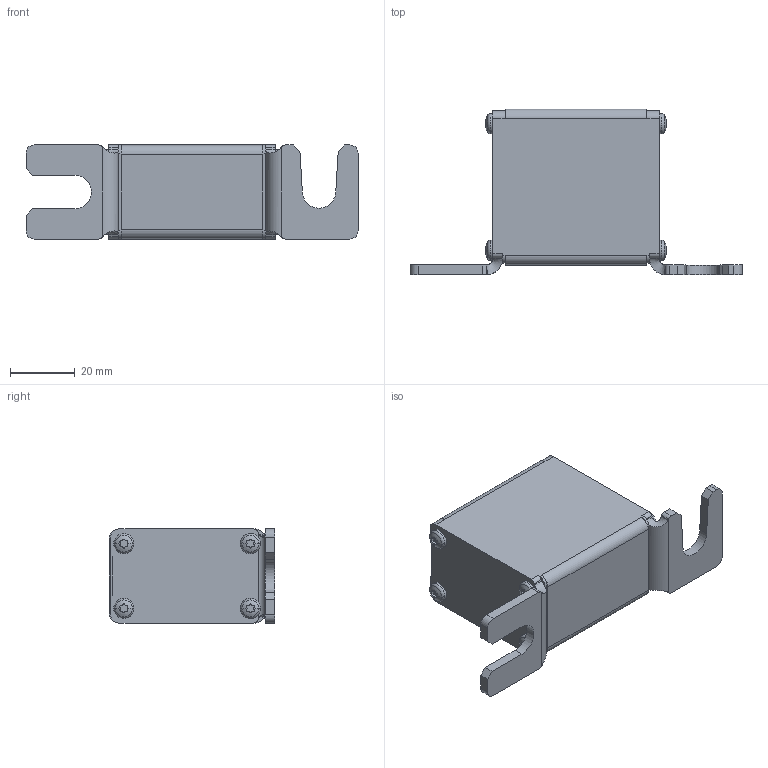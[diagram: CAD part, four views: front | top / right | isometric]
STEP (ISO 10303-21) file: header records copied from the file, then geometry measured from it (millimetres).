
FILE_DESCRIPTION((''),'2;1');
FILE_NAME('S00_DIM_PART','2016-09-02T',('janez.tomelj'),('Audax d.o.o.'),'CREO PARAMETRIC BY PTC INC, 2015290','CREO PARAMETRIC BY PTC INC, 2015290','');
FILE_SCHEMA(('CONFIG_CONTROL_DESIGN'));
Length unit declared in the file: millimetre
Products named in the file (1): S00_DIM_PART
Bounding box: 102.3 x 51 x 29 mm (x, y, z)
Volume: 74584.2 mm3; surface area: 13679.2 mm2
Topology: 1 solids, 1 shells, 238 faces, 640 edges, 408 vertices
Faces by surface type: cylinder 146, plane 52, torus 16, sphere 16, bspline 8
Entity records: 10914 total; most frequent: CARTESIAN_POINT 5006, ORIENTED_EDGE 1280, DIRECTION 1200, EDGE_CURVE 640, AXIS2_PLACEMENT_3D 466, VERTEX_POINT 408, VECTOR 268, LINE 268
